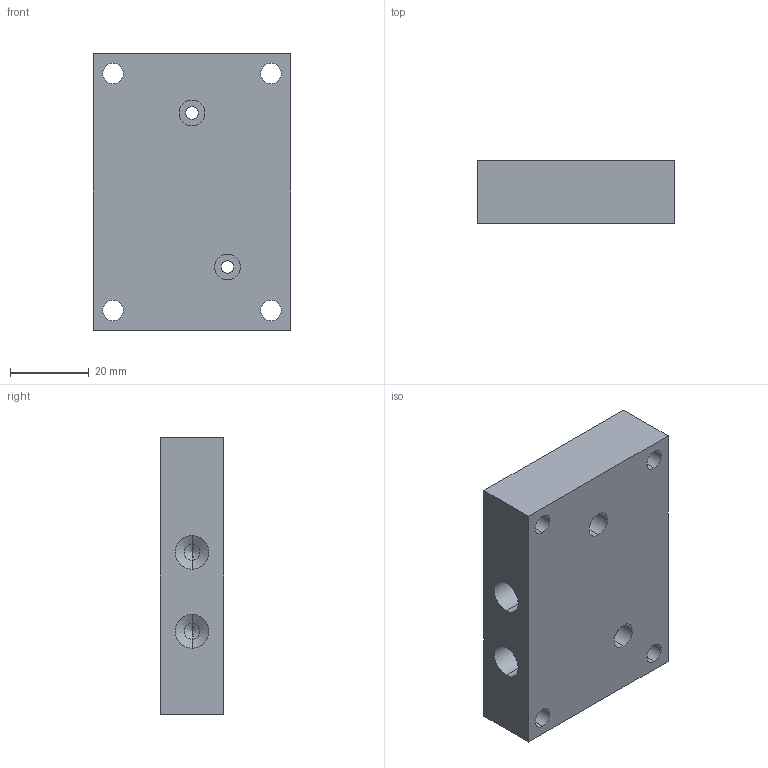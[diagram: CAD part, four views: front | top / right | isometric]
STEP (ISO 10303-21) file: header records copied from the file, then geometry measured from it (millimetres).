
FILE_DESCRIPTION (( 'STEP AP214' ), '1' );
FILE_NAME ('102291-02_Platte SFC5300.step', '2021-11-23T11:41:54', ( '' ), ( '' ), 'SwSTEP 2.0', 'SolidWorks 2019', '' );
FILE_SCHEMA (( 'AUTOMOTIVE_DESIGN' ));
Length unit declared in the file: millimetre
Products named in the file (1): 102291-02_Platte SFC5300
Bounding box: 50 x 16 x 70 mm (x, y, z)
Volume: 51817.5 mm3; surface area: 13945.2 mm2
Topology: 1 solids, 1 shells, 86 faces, 204 edges, 114 vertices
Faces by surface type: cylinder 52, cone 24, plane 10
Entity records: 2596 total; most frequent: DIRECTION 450, CARTESIAN_POINT 407, ORIENTED_EDGE 376, EDGE_CURVE 188, AXIS2_PLACEMENT_3D 181, VERTEX_POINT 114, EDGE_LOOP 112, CIRCLE 94
